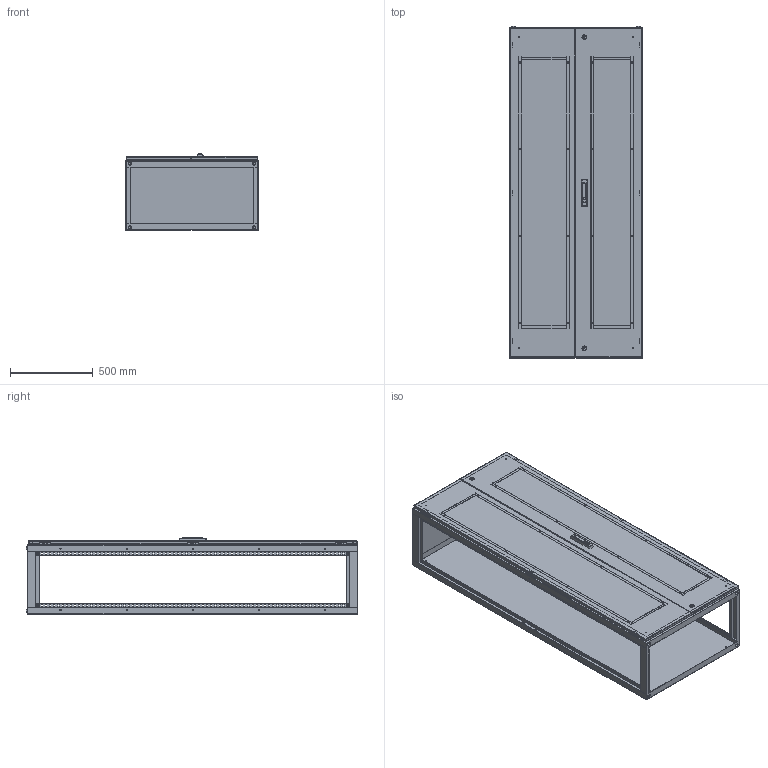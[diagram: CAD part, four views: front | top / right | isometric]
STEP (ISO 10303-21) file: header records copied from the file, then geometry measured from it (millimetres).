
FILE_DESCRIPTION (( 'STEP AP203' ), '1' );
FILE_NAME ('YKM50-2000-800-450-2D-31 ÂÐÓ ñáîðíûé êîðïóñ 2000õ800õ450-2Ä IP31 SMART IEK.STEP', '2021-01-29T09:00:59', ( '' ), ( '' ), 'SwSTEP 2.0', 'SolidWorks 2017', '' );
FILE_SCHEMA (( 'CONFIG_CONTROL_DESIGN' ));
Products named in the file (4): Êàðêàñ ÂÐÓ 2000õ800õ450 -2Ä; Äâåðü äëÿ ÂÐÓ 2000õ800 IP31 Ëåâàÿ; YKM50-2000-800-450-2D-31 ÂÐÓ ñáîðíûé êîðïóñ 2000õ800õ450-2Ä IP31 SMART IEK; Äâåðü äëÿ ÂÐÓ 2000õ800 IP31 Ïðàâàÿ
Assembly tree (3 placements, depth 2):
  YKM50-2000-800-450-2D-31 ÂÐÓ ñáîðíûé êîðïóñ 2000õ800õ450-2Ä IP31 SMART IEK
    Êàðêàñ ÂÐÓ 2000õ800õ450 -2Ä
    Äâåðü äëÿ ÂÐÓ 2000õ800 IP31 Ëåâàÿ
    Äâåðü äëÿ ÂÐÓ 2000õ800 IP31 Ïðàâàÿ
Bounding box: 800 x 2008 x 462.4 mm (x, y, z)
Volume: 7748093.3 mm3; surface area: 10148877.4 mm2
Topology: 79 solids, 83 shells, 4515 faces, 12179 edges, 7848 vertices
Faces by surface type: plane 2615, cylinder 1450, cone 268, sphere 76, torus 58, bspline 48
Entity records: 149833 total; most frequent: CARTESIAN_POINT 32444, ORIENTED_EDGE 24214, DIRECTION 23519, EDGE_CURVE 12107, LINE 8017, VECTOR 8017, VERTEX_POINT 7848, AXIS2_PLACEMENT_3D 7751
